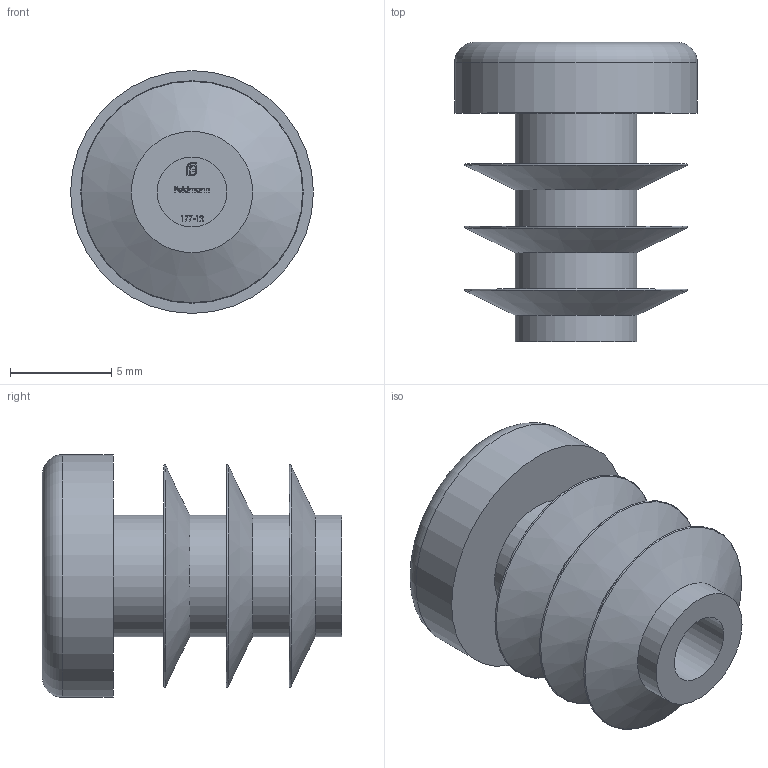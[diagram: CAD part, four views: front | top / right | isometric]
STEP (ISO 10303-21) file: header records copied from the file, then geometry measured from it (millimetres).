
FILE_DESCRIPTION (( 'STEP AP203' ), '1' );
FILE_NAME ('177-12.step', '2021-11-24T14:50:56', ( '' ), ( '' ), 'SwSTEP 2.0', 'SolidWorks 2018', '' );
FILE_SCHEMA (( 'CONFIG_CONTROL_DESIGN' ));
Length unit declared in the file: millimetre
Products named in the file (2): 177-12
Bounding box: 12 x 14.8 x 12 mm (x, y, z)
Volume: 728.2 mm3; surface area: 1034 mm2
Topology: 1 solids, 1 shells, 220 faces, 584 edges, 389 vertices
Faces by surface type: plane 133, bspline 74, cylinder 6, torus 4, cone 3
Full cylindrical faces by diameter (mm): 3.45 x1, 6 x4, 12 x1
Entity records: 9875 total; most frequent: CARTESIAN_POINT 4828, ORIENTED_EDGE 1130, DIRECTION 732, EDGE_CURVE 565, LINE 398, VECTOR 398, VERTEX_POINT 383, EDGE_LOOP 256
